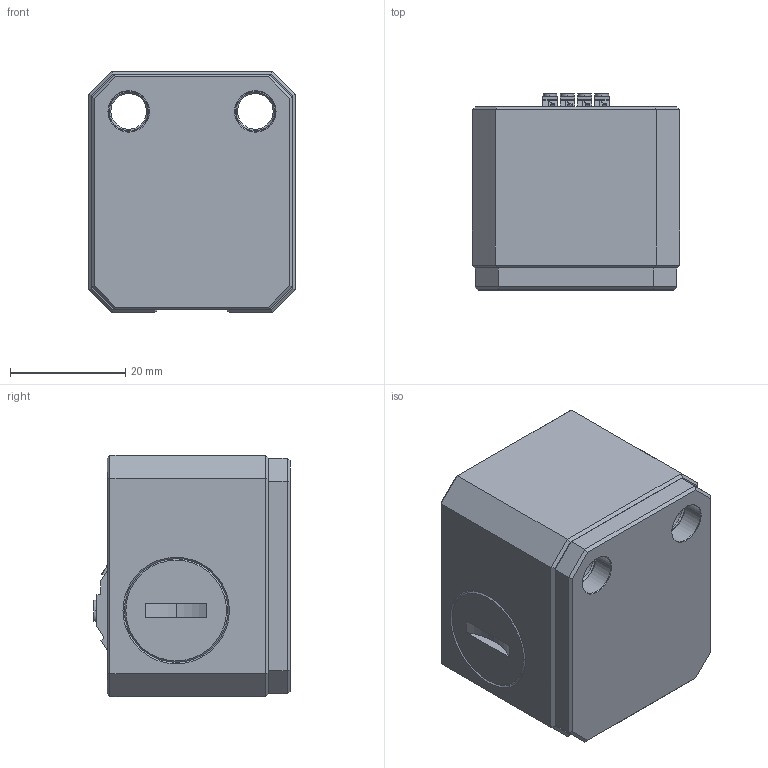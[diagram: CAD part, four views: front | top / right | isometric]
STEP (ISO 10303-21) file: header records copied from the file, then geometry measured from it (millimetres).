
FILE_DESCRIPTION (( 'STEP AP214' ), '1' );
FILE_NAME ('UM043642.STEP', '2013-06-27T10:54:50', ( '' ), ( '' ), 'SwSTEP 2.0', 'SolidWorks 2011', '' );
FILE_SCHEMA (( 'AUTOMOTIVE_DESIGN' ));
Length unit declared in the file: millimetre
Products named in the file (11): UM043642; Esparrago DIN914 M5x10; Muelle-UM comprimido; Iman 6x3-UM; casquillo UM; 8UM043642_Default; BOLA2,5-UM; 9EM041836; RR-UM; Casquillo BOLAS-UM; 8UM043541
Assembly tree (17 placements, depth 3):
  UM043642
    Iman 6x3-UM
    8UM043541
    RR-UM  x4
    9EM041836
    8UM043642_Default
    casquillo UM  x4
      BOLA2,5-UM
      Muelle-UM comprimido
      Casquillo BOLAS-UM
    Esparrago DIN914 M5x10  x2
Bounding box: 36 x 34.1 x 42 mm (x, y, z)
Volume: 40614.8 mm3; surface area: 21714.3 mm2
Topology: 22 solids, 22 shells, 1279 faces, 3347 edges, 2166 vertices
Faces by surface type: plane 525, bspline 324, cylinder 286, cone 112, torus 24, sphere 8
Entity records: 20591 total; most frequent: CARTESIAN_POINT 9771, ORIENTED_EDGE 2238, DIRECTION 1950, EDGE_CURVE 1119, VERTEX_POINT 713, LINE 654, VECTOR 654, AXIS2_PLACEMENT_3D 648
